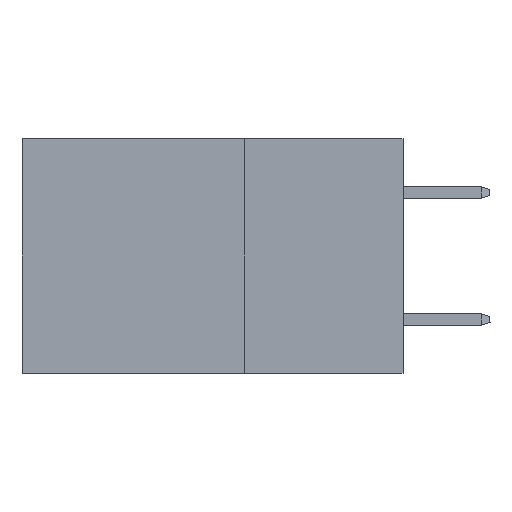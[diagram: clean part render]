
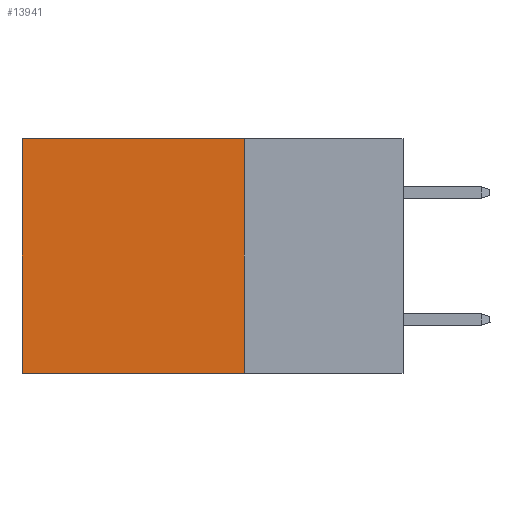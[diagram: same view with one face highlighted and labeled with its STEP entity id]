
A CAD part, left-side view. The second image highlights one B-rep face of the part: STEP entity #13941.
In plain terms, the highlighted planar face has unit normal (-1, 0, 0).
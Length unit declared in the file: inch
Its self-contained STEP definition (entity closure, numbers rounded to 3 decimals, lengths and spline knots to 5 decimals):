
#255 = LINE ( 'NONE', #10573, #28948 ) ;
#387 = EDGE_CURVE ( 'NONE', #22713, #27688, #255, .T. ) ;
#1867 = LINE ( 'NONE', #16599, #28290 ) ;
#3823 = DIRECTION ( 'NONE',  ( 0., 1., 0. ) ) ;
#4514 = EDGE_CURVE ( 'NONE', #9137, #27688, #30258, .T. ) ;
#4834 = CARTESIAN_POINT ( 'NONE',  ( 0.2875, 0.25, -0.37 ) ) ;
#5463 = DIRECTION ( 'NONE',  ( 0., 1., 0. ) ) ;
#9137 = VERTEX_POINT ( 'NONE', #31227 ) ;
#9703 = CARTESIAN_POINT ( 'NONE',  ( 0.2875, 0.6, -0.37 ) ) ;
#10573 = CARTESIAN_POINT ( 'NONE',  ( 0.2875, 0.6, 0. ) ) ;
#12700 = DIRECTION ( 'NONE',  ( 0., 0., -1. ) ) ;
#13941 = ADVANCED_FACE ( 'NONE', ( #28668 ), #31128, .F. ) ;
#14626 = EDGE_CURVE ( 'NONE', #20165, #22713, #1867, .T. ) ;
#14796 = DIRECTION ( 'NONE',  ( 0., 0., -1. ) ) ;
#16599 = CARTESIAN_POINT ( 'NONE',  ( 0.2875, 0.25, 0. ) ) ;
#17249 = LINE ( 'NONE', #27308, #18912 ) ;
#18100 = DIRECTION ( 'NONE',  ( 1., 0., 0. ) ) ;
#18368 = EDGE_CURVE ( 'NONE', #20165, #9137, #17249, .T. ) ;
#18912 = VECTOR ( 'NONE', #14796, 39.37008 ) ;
#19143 = ORIENTED_EDGE ( 'NONE', *, *, #14626, .T. ) ;
#19457 = EDGE_LOOP ( 'NONE', ( #30680, #27849, #21324, #19143 ) ) ;
#20165 = VERTEX_POINT ( 'NONE', #28403 ) ;
#20593 = CARTESIAN_POINT ( 'NONE',  ( 0.2875, 0.25, 0. ) ) ;
#21324 = ORIENTED_EDGE ( 'NONE', *, *, #18368, .F. ) ;
#21404 = AXIS2_PLACEMENT_3D ( 'NONE', #20593, #18100, #28511 ) ;
#22531 = CARTESIAN_POINT ( 'NONE',  ( 0.2875, 0.6, 0. ) ) ;
#22713 = VERTEX_POINT ( 'NONE', #22531 ) ;
#23416 = VECTOR ( 'NONE', #5463, 39.37008 ) ;
#27308 = CARTESIAN_POINT ( 'NONE',  ( 0.2875, 0.25, 0. ) ) ;
#27688 = VERTEX_POINT ( 'NONE', #9703 ) ;
#27849 = ORIENTED_EDGE ( 'NONE', *, *, #4514, .F. ) ;
#28290 = VECTOR ( 'NONE', #3823, 39.37008 ) ;
#28403 = CARTESIAN_POINT ( 'NONE',  ( 0.2875, 0.25, 0. ) ) ;
#28511 = DIRECTION ( 'NONE',  ( 0., 0., -1. ) ) ;
#28668 = FACE_OUTER_BOUND ( 'NONE', #19457, .T. ) ;
#28948 = VECTOR ( 'NONE', #12700, 39.37008 ) ;
#30258 = LINE ( 'NONE', #4834, #23416 ) ;
#30680 = ORIENTED_EDGE ( 'NONE', *, *, #387, .T. ) ;
#31128 = PLANE ( 'NONE',  #21404 ) ;
#31227 = CARTESIAN_POINT ( 'NONE',  ( 0.2875, 0.25, -0.37 ) ) ;
